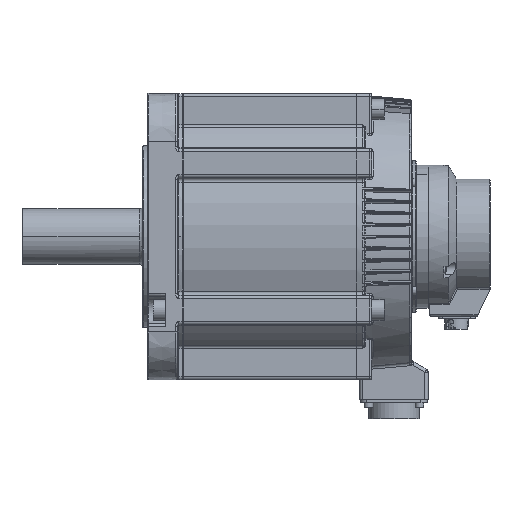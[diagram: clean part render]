
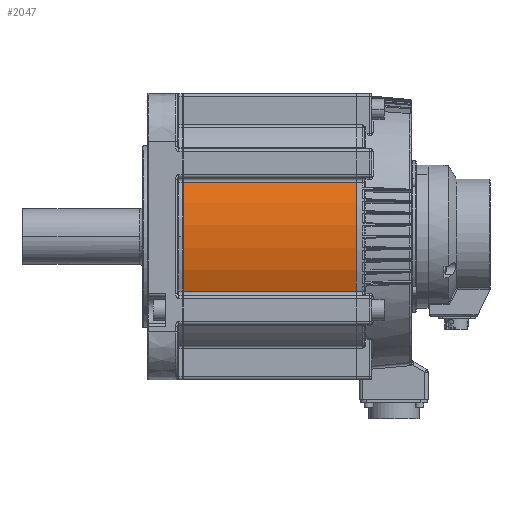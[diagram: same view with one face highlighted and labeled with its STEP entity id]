
A CAD part, left-side view. The second image highlights one B-rep face of the part: STEP entity #2047.
In plain terms, the highlighted cylindrical face has radius 88.75 mm (diameter 177.5 mm), a partial arc.
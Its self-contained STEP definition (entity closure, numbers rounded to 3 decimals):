
#194=CARTESIAN_POINT('',(-81.862,109.,34.281));
#203=CARTESIAN_POINT('',(0.,109.,0.));
#204=DIRECTION('',(0.,1.,0.));
#205=DIRECTION('',(-0.922,0.,-0.386));
#206=AXIS2_PLACEMENT_3D('',#203,#204,#205);
#763=DIRECTION('',(0.,-1.,0.));
#764=VECTOR('',#763,109.);
#765=CARTESIAN_POINT('',(-81.862,109.,34.281));
#766=LINE('',#765,#764);
#776=CARTESIAN_POINT('',(0.,0.,0.));
#777=DIRECTION('',(0.,-1.,0.));
#778=DIRECTION('',(-0.922,0.,0.386));
#779=AXIS2_PLACEMENT_3D('',#776,#777,#778);
#785=DIRECTION('',(0.,1.,0.));
#786=VECTOR('',#785,109.);
#787=CARTESIAN_POINT('',(-81.863,0.,-34.278));
#788=LINE('',#787,#786);
#1226=CARTESIAN_POINT('',(-81.863,0.,-34.278));
#1227=CARTESIAN_POINT('',(-81.863,0.,34.278));
#1228=VERTEX_POINT('',#1226);
#1229=VERTEX_POINT('',#1227);
#1304=VERTEX_POINT('',#194);
#1380=CARTESIAN_POINT('',(-81.862,109.,-34.281));
#1381=VERTEX_POINT('',#1380);
#2034=CARTESIAN_POINT('',(0.,0.,0.));
#2035=DIRECTION('',(0.,1.,0.));
#2036=DIRECTION('',(0.,0.,1.));
#2037=AXIS2_PLACEMENT_3D('',#2034,#2035,#2036);
#2038=CYLINDRICAL_SURFACE('',#2037,88.75);
#2039=ORIENTED_EDGE('',*,*,#1539,.T.);
#2040=ORIENTED_EDGE('',*,*,#2025,.T.);
#2042=ORIENTED_EDGE('',*,*,#2041,.T.);
#2044=ORIENTED_EDGE('',*,*,#2043,.T.);
#2045=EDGE_LOOP('',(#2039,#2040,#2042,#2044));
#2046=FACE_OUTER_BOUND('',#2045,.F.);
#2047=ADVANCED_FACE('',(#2046),#2038,.T.);
#207=CIRCLE('',#206,88.75);
#780=CIRCLE('',#779,88.75);
#1539=EDGE_CURVE('',#1381,#1304,#207,.T.);
#2025=EDGE_CURVE('',#1304,#1229,#766,.T.);
#2041=EDGE_CURVE('',#1229,#1228,#780,.T.);
#2043=EDGE_CURVE('',#1228,#1381,#788,.T.);
